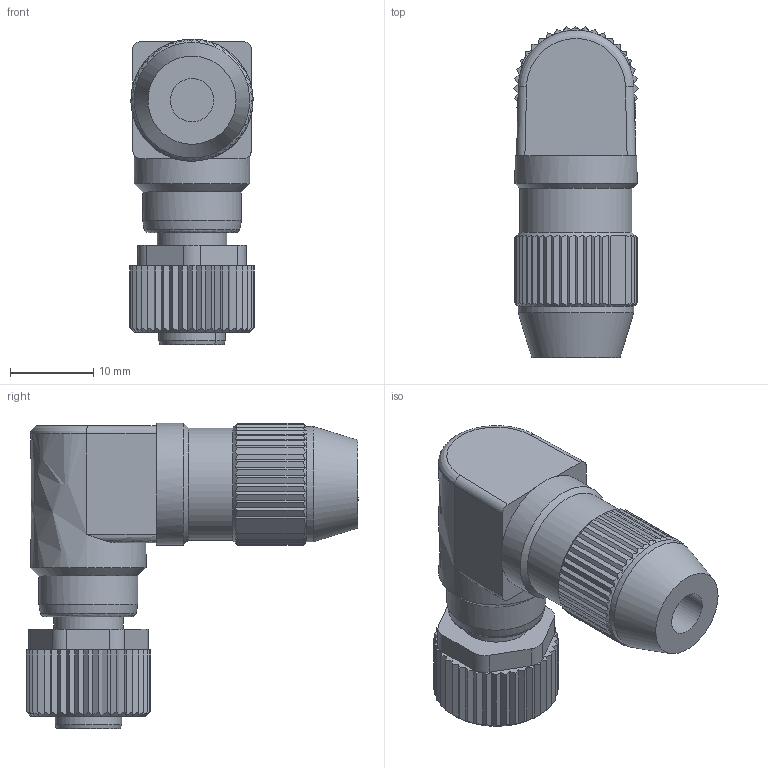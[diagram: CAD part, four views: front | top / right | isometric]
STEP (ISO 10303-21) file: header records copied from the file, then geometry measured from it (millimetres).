
FILE_DESCRIPTION((''),'2;1');
FILE_NAME( 'MD_21011405091_R412985.stp', '2011-05-12T07:17:34',('User'),('SDRC'),'I-DEAS Master Series','UNIX','Yes');
FILE_SCHEMA(('CONFIG_CONTROL_DESIGN', 'GEOMETRIC_VALIDATION_PROPERTIES_MIM','SHAPE_APPEARANCE_LAYER_MIM'));
Length unit declared in the file: millimetre
Bounding box: 15 x 39.95 x 36.8 mm (x, y, z)
Volume: 8634.9 mm3; surface area: 4177.3 mm2
Topology: 1 solids, 1 shells, 369 faces, 985 edges, 649 vertices
Faces by surface type: bspline 369
Entity records: 11556 total; most frequent: CARTESIAN_POINT 5408, ORIENTED_EDGE 1952, EDGE_CURVE 976, VERTEX_POINT 635, EDGE_LOOP 397, FACE_OUTER_BOUND 369, ADVANCED_FACE 369, QUASI_UNIFORM_CURVE 353
